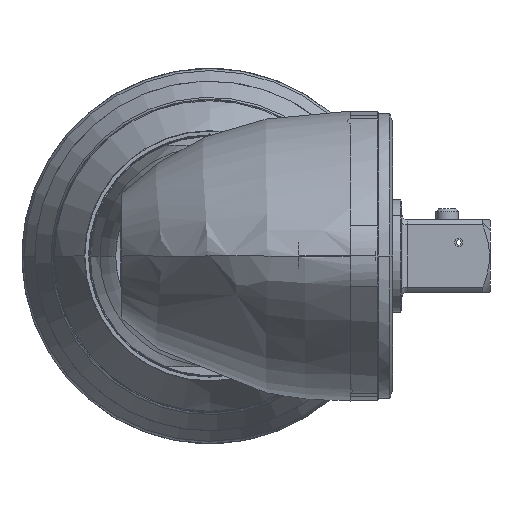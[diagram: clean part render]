
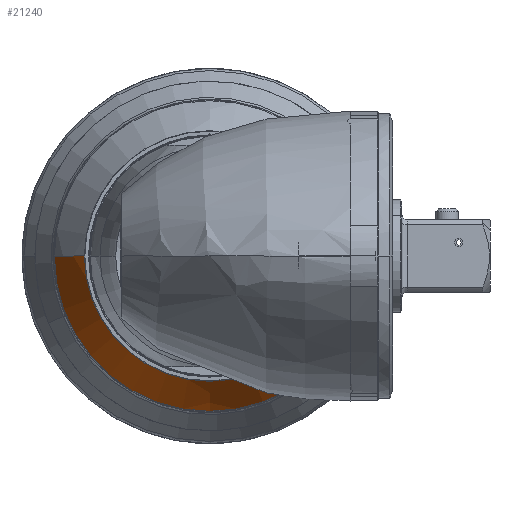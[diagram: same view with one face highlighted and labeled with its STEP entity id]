
A CAD part, left-side view. The second image highlights one B-rep face of the part: STEP entity #21240.
In plain terms, the highlighted free-form (B-spline) face has degree [3, 3] with [7, 4] control points.
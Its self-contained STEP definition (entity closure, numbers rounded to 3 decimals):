
#8826=CARTESIAN_POINT('',(-100.824,-9.083,0.));
#8827=DIRECTION('',(0.,0.,1.));
#8828=DIRECTION('',(-0.414,0.91,0.));
#8829=AXIS2_PLACEMENT_3D('',#8826,#8827,#8828);
#8836=CARTESIAN_POINT('',(-100.824,9.083,0.));
#8837=DIRECTION('',(0.,0.,-1.));
#8838=DIRECTION('',(-0.414,-0.91,0.));
#8839=AXIS2_PLACEMENT_3D('',#8836,#8837,#8838);
#8869=CARTESIAN_POINT('',(-125.963,0.,0.));
#8870=DIRECTION('',(-1.,0.,0.));
#8871=DIRECTION('',(0.,1.,0.));
#8872=AXIS2_PLACEMENT_3D('',#8869,#8870,#8871);
#8874=CARTESIAN_POINT('',(-117.401,0.,0.));
#8875=DIRECTION('',(-1.,0.,0.));
#8876=DIRECTION('',(0.,1.,0.));
#8877=AXIS2_PLACEMENT_3D('',#8874,#8875,#8876);
#11533=CARTESIAN_POINT('',(-117.401,-27.32,0.));
#11534=CARTESIAN_POINT('',(-117.401,27.32,0.));
#11535=VERTEX_POINT('',#11533);
#11536=VERTEX_POINT('',#11534);
#11570=CARTESIAN_POINT('',(-125.963,22.03,
0.));
#11571=CARTESIAN_POINT('',(-125.963,-22.03,
0.));
#11572=VERTEX_POINT('',#11570);
#11573=VERTEX_POINT('',#11571);
#21204=CARTESIAN_POINT('',(-117.217,27.349,
1.721));
#21205=CARTESIAN_POINT('',(-120.417,25.914,
1.63));
#21206=CARTESIAN_POINT('',(-123.402,24.074,
1.515));
#21207=CARTESIAN_POINT('',(-126.12,21.86,
1.375));
#21208=CARTESIAN_POINT('',(-117.217,28.408,
-15.11));
#21209=CARTESIAN_POINT('',(-120.417,26.918,
-14.317));
#21210=CARTESIAN_POINT('',(-123.402,25.006,
-13.3));
#21211=CARTESIAN_POINT('',(-126.12,22.706,
-12.077));
#21212=CARTESIAN_POINT('',(-117.217,16.864,
-27.403));
#21213=CARTESIAN_POINT('',(-120.417,15.979,
-25.966));
#21214=CARTESIAN_POINT('',(-123.402,14.844,
-24.121));
#21215=CARTESIAN_POINT('',(-126.12,13.479,
-21.903));
#21216=CARTESIAN_POINT('',(-117.217,0.,-27.403));
#21217=CARTESIAN_POINT('',(-120.417,0.,-25.966));
#21218=CARTESIAN_POINT('',(-123.402,0.,-24.121));
#21219=CARTESIAN_POINT('',(-126.12,0.,-21.903));
#21220=CARTESIAN_POINT('',(-117.217,-16.864,
-27.403));
#21221=CARTESIAN_POINT('',(-120.417,-15.979,
-25.966));
#21222=CARTESIAN_POINT('',(-123.402,-14.844,
-24.121));
#21223=CARTESIAN_POINT('',(-126.12,-13.479,
-21.903));
#21224=CARTESIAN_POINT('',(-117.217,-28.408,
-15.11));
#21225=CARTESIAN_POINT('',(-120.417,-26.918,
-14.317));
#21226=CARTESIAN_POINT('',(-123.402,-25.006,
-13.3));
#21227=CARTESIAN_POINT('',(-126.12,-22.706,
-12.077));
#21228=CARTESIAN_POINT('',(-117.217,-27.349,
1.721));
#21229=CARTESIAN_POINT('',(-120.417,-25.914,
1.63));
#21230=CARTESIAN_POINT('',(-123.402,-24.074,
1.515));
#21231=CARTESIAN_POINT('',(-126.12,-21.86,
1.375));
#21232=(BOUNDED_SURFACE()B_SPLINE_SURFACE(3,3,((#21204,#21205,#21206,#21207),(
#21208,#21209,#21210,#21211),(#21212,#21213,#21214,#21215),(#21216,#21217,
#21218,#21219),(#21220,#21221,#21222,#21223),(#21224,#21225,#21226,#21227),(
#21228,#21229,#21230,#21231)),.UNSPECIFIED.,.F.,.F.,.F.)B_SPLINE_SURFACE_WITH_KNOTS((4,3,4),(4,4),(0.,1.,2.),(0.,1.),.UNSPECIFIED.)GEOMETRIC_REPRESENTATION_ITEM()RATIONAL_B_SPLINE_SURFACE(((1.192,1.186,
1.186,1.192),(0.942,0.936,
0.936,0.942),(0.942,0.936,
0.936,0.942),(1.192,1.186,
1.186,1.192),(0.942,0.936,
0.936,0.942),(0.942,0.936,
0.936,0.942),(1.192,1.186,
1.186,1.192)))REPRESENTATION_ITEM('')SURFACE());
#21233=ORIENTED_EDGE('',*,*,#21198,.T.);
#21234=ORIENTED_EDGE('',*,*,#21154,.F.);
#21236=ORIENTED_EDGE('',*,*,#21235,.F.);
#21237=ORIENTED_EDGE('',*,*,#21151,.T.);
#21238=EDGE_LOOP('',(#21233,#21234,#21236,#21237));
#21239=FACE_OUTER_BOUND('',#21238,.F.);
#21240=ADVANCED_FACE('',(#21239),#21232,.T.);
#8830=CIRCLE('',#8829,40.);
#8840=CIRCLE('',#8839,40.);
#8873=CIRCLE('',#8872,22.03);
#8878=CIRCLE('',#8877,27.32);
#21151=EDGE_CURVE('',#11536,#11572,#8830,.T.);
#21154=EDGE_CURVE('',#11535,#11573,#8840,.T.);
#21198=EDGE_CURVE('',#11572,#11573,#8873,.T.);
#21235=EDGE_CURVE('',#11536,#11535,#8878,.T.);
